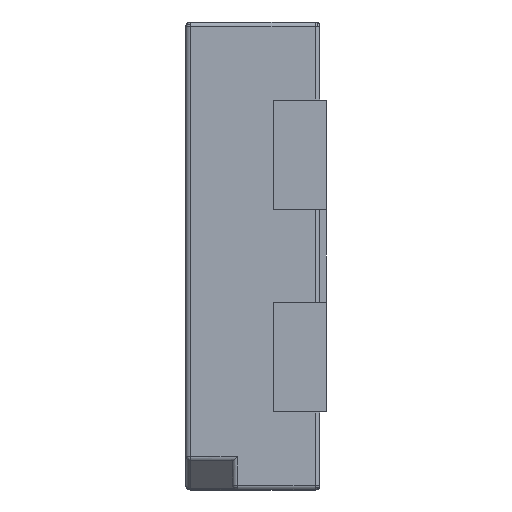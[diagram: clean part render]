
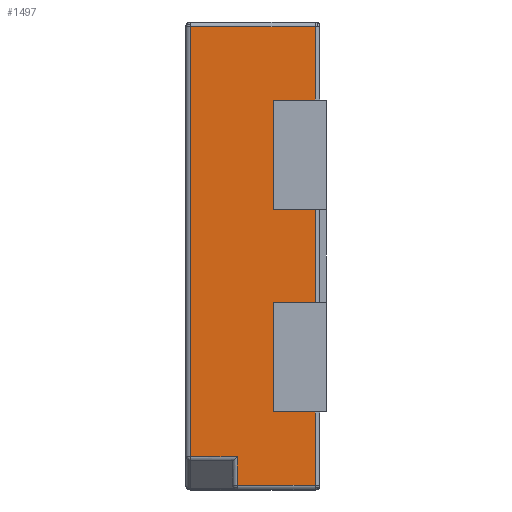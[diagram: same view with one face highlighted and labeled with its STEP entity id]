
A CAD part, left-side view. The second image highlights one B-rep face of the part: STEP entity #1497.
In plain terms, the highlighted planar face has unit normal (-1, 0, 0).
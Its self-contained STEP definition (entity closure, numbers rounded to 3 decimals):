
#10 = PLANE ( 'NONE',  #1539 ) ;
#19 = VECTOR ( 'NONE', #1818, 1000. ) ;
#214 = ORIENTED_EDGE ( 'NONE', *, *, #612, .T. ) ;
#358 = CARTESIAN_POINT ( 'NONE',  ( -0.578, 0., 2.142 ) ) ;
#365 = LINE ( 'NONE', #2043, #4586 ) ;
#433 = DIRECTION ( 'NONE',  ( 0., -1., 0. ) ) ;
#498 = VECTOR ( 'NONE', #3548, 1000. ) ;
#563 = VERTEX_POINT ( 'NONE', #4215 ) ;
#604 = EDGE_CURVE ( 'NONE', #563, #2826, #365, .T. ) ;
#612 = EDGE_CURVE ( 'NONE', #3034, #4301, #3992, .T. ) ;
#625 = ORIENTED_EDGE ( 'NONE', *, *, #1702, .T. ) ;
#642 = EDGE_CURVE ( 'NONE', #701, #1388, #2218, .T. ) ;
#701 = VERTEX_POINT ( 'NONE', #4435 ) ;
#706 = VERTEX_POINT ( 'NONE', #3622 ) ;
#892 = ORIENTED_EDGE ( 'NONE', *, *, #1432, .F. ) ;
#926 = ORIENTED_EDGE ( 'NONE', *, *, #4480, .F. ) ;
#952 = CARTESIAN_POINT ( 'NONE',  ( -0.578, 0.03, 0.342 ) ) ;
#1051 = CARTESIAN_POINT ( 'NONE',  ( -0.578, 0.03, 1.542 ) ) ;
#1068 = CARTESIAN_POINT ( 'NONE',  ( -0.578, 0.3, 0.342 ) ) ;
#1081 = LINE ( 'NONE', #3983, #4331 ) ;
#1089 = VECTOR ( 'NONE', #1469, 1000. ) ;
#1149 = CARTESIAN_POINT ( 'NONE',  ( -0.578, 0.03, 2.142 ) ) ;
#1196 = VECTOR ( 'NONE', #2945, 1000. ) ;
#1295 = DIRECTION ( 'NONE',  ( 0., 0., 1. ) ) ;
#1302 = VERTEX_POINT ( 'NONE', #2954 ) ;
#1381 = VERTEX_POINT ( 'NONE', #4028 ) ;
#1388 = VERTEX_POINT ( 'NONE', #1051 ) ;
#1408 = ORIENTED_EDGE ( 'NONE', *, *, #1639, .T. ) ;
#1411 = VECTOR ( 'NONE', #3015, 1000. ) ;
#1432 = EDGE_CURVE ( 'NONE', #1381, #4482, #3463, .T. ) ;
#1469 = DIRECTION ( 'NONE',  ( 0., 0., 1. ) ) ;
#1484 = ORIENTED_EDGE ( 'NONE', *, *, #4782, .T. ) ;
#1497 = ADVANCED_FACE ( 'NONE', ( #4068 ), #10, .T. ) ;
#1512 = LINE ( 'NONE', #1717, #498 ) ;
#1539 = AXIS2_PLACEMENT_3D ( 'NONE', #1972, #2877, #3786 ) ;
#1639 = EDGE_CURVE ( 'NONE', #2637, #2828, #1931, .T. ) ;
#1696 = CARTESIAN_POINT ( 'NONE',  ( -0.578, 0.53, 0.372 ) ) ;
#1702 = EDGE_CURVE ( 'NONE', #4301, #4768, #4061, .T. ) ;
#1717 = CARTESIAN_POINT ( 'NONE',  ( -0.578, 0.03, 0.342 ) ) ;
#1809 = LINE ( 'NONE', #3527, #1927 ) ;
#1818 = DIRECTION ( 'NONE',  ( 0., 1., 0. ) ) ;
#1875 = LINE ( 'NONE', #952, #3186 ) ;
#1927 = VECTOR ( 'NONE', #1295, 1000. ) ;
#1931 = LINE ( 'NONE', #4541, #4121 ) ;
#1972 = CARTESIAN_POINT ( 'NONE',  ( -0.578, 0., 0.342 ) ) ;
#1990 = CARTESIAN_POINT ( 'NONE',  ( -0.578, 0.43, 0.554 ) ) ;
#1996 = CARTESIAN_POINT ( 'NONE',  ( -0.578, 0.3, 2.142 ) ) ;
#2031 = CARTESIAN_POINT ( 'NONE',  ( -0.578, 0., 1.542 ) ) ;
#2043 = CARTESIAN_POINT ( 'NONE',  ( -0.578, 0., 0.842 ) ) ;
#2067 = LINE ( 'NONE', #2919, #1411 ) ;
#2079 = CARTESIAN_POINT ( 'NONE',  ( -0.578, 0.3, 2.842 ) ) ;
#2114 = VERTEX_POINT ( 'NONE', #4667 ) ;
#2129 = ORIENTED_EDGE ( 'NONE', *, *, #3152, .T. ) ;
#2172 = DIRECTION ( 'NONE',  ( 0., 0., 1. ) ) ;
#2218 = LINE ( 'NONE', #2031, #4065 ) ;
#2246 = LINE ( 'NONE', #1990, #4673 ) ;
#2278 = CARTESIAN_POINT ( 'NONE',  ( -0.578, 0.3, 0.342 ) ) ;
#2338 = DIRECTION ( 'NONE',  ( 0., -1., 0. ) ) ;
#2546 = CARTESIAN_POINT ( 'NONE',  ( -0.578, 0.83, 3.312 ) ) ;
#2553 = EDGE_CURVE ( 'NONE', #4768, #706, #2067, .T. ) ;
#2637 = VERTEX_POINT ( 'NONE', #1696 ) ;
#2652 = VECTOR ( 'NONE', #4493, 1000. ) ;
#2689 = ORIENTED_EDGE ( 'NONE', *, *, #3742, .T. ) ;
#2704 = EDGE_CURVE ( 'NONE', #1302, #1381, #2246, .T. ) ;
#2774 = CARTESIAN_POINT ( 'NONE',  ( -0.578, 0.3, 0.842 ) ) ;
#2826 = VERTEX_POINT ( 'NONE', #2774 ) ;
#2828 = VERTEX_POINT ( 'NONE', #3547 ) ;
#2858 = ORIENTED_EDGE ( 'NONE', *, *, #3455, .T. ) ;
#2877 = DIRECTION ( 'NONE',  ( -1., 0., 0. ) ) ;
#2919 = CARTESIAN_POINT ( 'NONE',  ( -0.578, 0., 2.842 ) ) ;
#2945 = DIRECTION ( 'NONE',  ( 0., 0., 1. ) ) ;
#2954 = CARTESIAN_POINT ( 'NONE',  ( -0.578, 0.53, 0.554 ) ) ;
#3015 = DIRECTION ( 'NONE',  ( 0., -1., 0. ) ) ;
#3034 = VERTEX_POINT ( 'NONE', #1149 ) ;
#3152 = EDGE_CURVE ( 'NONE', #706, #2114, #1809, .T. ) ;
#3167 = DIRECTION ( 'NONE',  ( 0., 1., 0. ) ) ;
#3186 = VECTOR ( 'NONE', #3752, 1000. ) ;
#3424 = ORIENTED_EDGE ( 'NONE', *, *, #642, .T. ) ;
#3435 = ORIENTED_EDGE ( 'NONE', *, *, #3955, .T. ) ;
#3455 = EDGE_CURVE ( 'NONE', #2114, #4482, #3533, .T. ) ;
#3463 = LINE ( 'NONE', #4383, #1196 ) ;
#3489 = CARTESIAN_POINT ( 'NONE',  ( -0.578, 0., 3.312 ) ) ;
#3527 = CARTESIAN_POINT ( 'NONE',  ( -0.578, 0.03, 0.342 ) ) ;
#3533 = LINE ( 'NONE', #3489, #3817 ) ;
#3547 = CARTESIAN_POINT ( 'NONE',  ( -0.578, 0.03, 0.372 ) ) ;
#3548 = DIRECTION ( 'NONE',  ( 0., 0., 1. ) ) ;
#3622 = CARTESIAN_POINT ( 'NONE',  ( -0.578, 0.03, 2.842 ) ) ;
#3671 = ORIENTED_EDGE ( 'NONE', *, *, #604, .T. ) ;
#3742 = EDGE_CURVE ( 'NONE', #2828, #563, #1875, .T. ) ;
#3752 = DIRECTION ( 'NONE',  ( 0., 0., 1. ) ) ;
#3786 = DIRECTION ( 'NONE',  ( 0., 0., 1. ) ) ;
#3817 = VECTOR ( 'NONE', #3167, 1000. ) ;
#3955 = EDGE_CURVE ( 'NONE', #2826, #701, #4739, .T. ) ;
#3983 = CARTESIAN_POINT ( 'NONE',  ( -0.578, 0.53, 0.377 ) ) ;
#3992 = LINE ( 'NONE', #358, #19 ) ;
#4028 = CARTESIAN_POINT ( 'NONE',  ( -0.578, 0.83, 0.554 ) ) ;
#4061 = LINE ( 'NONE', #1068, #1089 ) ;
#4065 = VECTOR ( 'NONE', #2338, 1000. ) ;
#4068 = FACE_OUTER_BOUND ( 'NONE', #4339, .T. ) ;
#4121 = VECTOR ( 'NONE', #433, 1000. ) ;
#4201 = DIRECTION ( 'NONE',  ( 0., 1., 0. ) ) ;
#4215 = CARTESIAN_POINT ( 'NONE',  ( -0.578, 0.03, 0.842 ) ) ;
#4278 = ORIENTED_EDGE ( 'NONE', *, *, #2704, .F. ) ;
#4301 = VERTEX_POINT ( 'NONE', #1996 ) ;
#4331 = VECTOR ( 'NONE', #2172, 1000. ) ;
#4339 = EDGE_LOOP ( 'NONE', ( #3435, #3424, #1484, #214, #625, #4477, #2129, #2858, #892, #4278, #926, #1408, #2689, #3671 ) ) ;
#4383 = CARTESIAN_POINT ( 'NONE',  ( -0.578, 0.83, 1.092 ) ) ;
#4390 = DIRECTION ( 'NONE',  ( 0., 1., 0. ) ) ;
#4435 = CARTESIAN_POINT ( 'NONE',  ( -0.578, 0.3, 1.542 ) ) ;
#4477 = ORIENTED_EDGE ( 'NONE', *, *, #2553, .T. ) ;
#4480 = EDGE_CURVE ( 'NONE', #2637, #1302, #1081, .T. ) ;
#4482 = VERTEX_POINT ( 'NONE', #2546 ) ;
#4493 = DIRECTION ( 'NONE',  ( 0., 0., 1. ) ) ;
#4541 = CARTESIAN_POINT ( 'NONE',  ( -0.578, 0., 0.372 ) ) ;
#4586 = VECTOR ( 'NONE', #4390, 1000. ) ;
#4667 = CARTESIAN_POINT ( 'NONE',  ( -0.578, 0.03, 3.312 ) ) ;
#4673 = VECTOR ( 'NONE', #4201, 1000. ) ;
#4739 = LINE ( 'NONE', #2278, #2652 ) ;
#4768 = VERTEX_POINT ( 'NONE', #2079 ) ;
#4782 = EDGE_CURVE ( 'NONE', #1388, #3034, #1512, .T. ) ;
